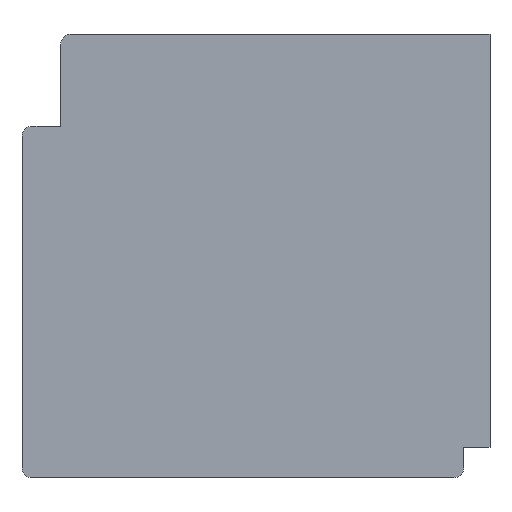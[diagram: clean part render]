
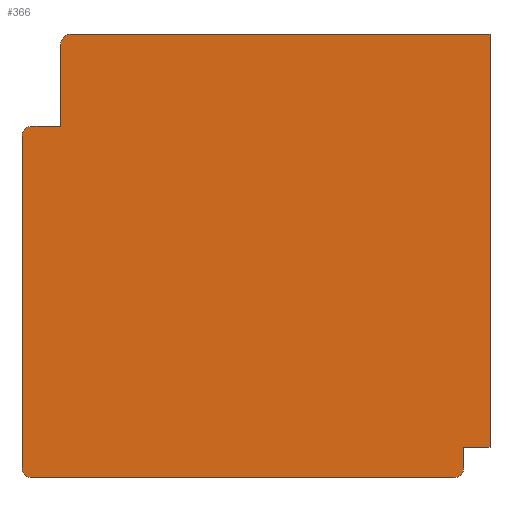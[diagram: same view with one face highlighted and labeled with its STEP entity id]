
A CAD part, left-side view. The second image highlights one B-rep face of the part: STEP entity #366.
In plain terms, the highlighted face is planar.
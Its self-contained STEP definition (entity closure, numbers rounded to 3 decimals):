
#1 = VERTEX_POINT ( 'NONE', #270 ) ;
#3 = CARTESIAN_POINT ( 'NONE',  ( 0.4, 0., 1.466 ) ) ;
#4 = ORIENTED_EDGE ( 'NONE', *, *, #399, .F. ) ;
#6 = CARTESIAN_POINT ( 'NONE',  ( 0.4, 14.262, 17.425 ) ) ;
#9 = AXIS2_PLACEMENT_3D ( 'NONE', #157, #454, #192 ) ;
#13 = EDGE_CURVE ( 'NONE', #165, #1, #190, .T. ) ;
#25 = EDGE_CURVE ( 'NONE', #129, #250, #66, .T. ) ;
#37 = EDGE_CURVE ( 'NONE', #344, #318, #234, .T. ) ;
#43 = DIRECTION ( 'NONE',  ( -1., 0., 0. ) ) ;
#45 = DIRECTION ( 'NONE',  ( 0., 0., 1. ) ) ;
#52 = VECTOR ( 'NONE', #297, 1000. ) ;
#54 = LINE ( 'NONE', #333, #321 ) ;
#57 = LINE ( 'NONE', #154, #193 ) ;
#59 = DIRECTION ( 'NONE',  ( -1., 0., 0. ) ) ;
#63 = PLANE ( 'NONE',  #9 ) ;
#66 = CIRCLE ( 'NONE', #85, 0.4 ) ;
#72 = CARTESIAN_POINT ( 'NONE',  ( 0.4, 13.862, 18.6 ) ) ;
#79 = LINE ( 'NONE', #114, #169 ) ;
#85 = AXIS2_PLACEMENT_3D ( 'NONE', #418, #59, #462 ) ;
#90 = VERTEX_POINT ( 'NONE', #473 ) ;
#102 = VECTOR ( 'NONE', #288, 1000. ) ;
#108 = CARTESIAN_POINT ( 'NONE',  ( 0.4, 0.4, 18.6 ) ) ;
#109 = LINE ( 'NONE', #373, #383 ) ;
#112 = CARTESIAN_POINT ( 'NONE',  ( 0.4, 18., 17.025 ) ) ;
#114 = CARTESIAN_POINT ( 'NONE',  ( 0.4, 0., 1.466 ) ) ;
#123 = EDGE_LOOP ( 'NONE', ( #355, #248, #419, #162, #188, #185, #4, #259, #463, #216, #163, #430 ) ) ;
#129 = VERTEX_POINT ( 'NONE', #368 ) ;
#132 = VECTOR ( 'NONE', #310, 1000. ) ;
#135 = CIRCLE ( 'NONE', #343, 0.4 ) ;
#136 = CARTESIAN_POINT ( 'NONE',  ( 0.4, 1.231, 0. ) ) ;
#153 = EDGE_CURVE ( 'NONE', #271, #196, #79, .T. ) ;
#154 = CARTESIAN_POINT ( 'NONE',  ( 0.4, 0.4, 19. ) ) ;
#156 = EDGE_CURVE ( 'NONE', #250, #90, #109, .T. ) ;
#157 = CARTESIAN_POINT ( 'NONE',  ( 0.4, 0.4, 1.466 ) ) ;
#161 = CIRCLE ( 'NONE', #442, 0.4 ) ;
#162 = ORIENTED_EDGE ( 'NONE', *, *, #37, .F. ) ;
#163 = ORIENTED_EDGE ( 'NONE', *, *, #332, .F. ) ;
#165 = VERTEX_POINT ( 'NONE', #360 ) ;
#166 = CARTESIAN_POINT ( 'NONE',  ( 0.4, 14.262, 18.6 ) ) ;
#169 = VECTOR ( 'NONE', #45, 1000. ) ;
#170 = CARTESIAN_POINT ( 'NONE',  ( 0.4, 0.4, 1.466 ) ) ;
#171 = CARTESIAN_POINT ( 'NONE',  ( 0.4, 0., 18.6 ) ) ;
#184 = DIRECTION ( 'NONE',  ( 0., 1., 0. ) ) ;
#185 = ORIENTED_EDGE ( 'NONE', *, *, #378, .F. ) ;
#188 = ORIENTED_EDGE ( 'NONE', *, *, #391, .F. ) ;
#190 = LINE ( 'NONE', #352, #52 ) ;
#192 = DIRECTION ( 'NONE',  ( 0., -1., 0. ) ) ;
#193 = VECTOR ( 'NONE', #184, 1000. ) ;
#196 = VERTEX_POINT ( 'NONE', #171 ) ;
#215 = CARTESIAN_POINT ( 'NONE',  ( 0.4, 0.4, 19. ) ) ;
#216 = ORIENTED_EDGE ( 'NONE', *, *, #13, .F. ) ;
#231 = DIRECTION ( 'NONE',  ( 0., -1., 0. ) ) ;
#233 = VERTEX_POINT ( 'NONE', #445 ) ;
#234 = LINE ( 'NONE', #166, #325 ) ;
#248 = ORIENTED_EDGE ( 'NONE', *, *, #25, .F. ) ;
#250 = VERTEX_POINT ( 'NONE', #112 ) ;
#259 = ORIENTED_EDGE ( 'NONE', *, *, #153, .F. ) ;
#263 = EDGE_CURVE ( 'NONE', #1, #271, #135, .T. ) ;
#270 = CARTESIAN_POINT ( 'NONE',  ( 0.4, 0.4, 1.066 ) ) ;
#271 = VERTEX_POINT ( 'NONE', #3 ) ;
#282 = AXIS2_PLACEMENT_3D ( 'NONE', #108, #438, #363 ) ;
#287 = DIRECTION ( 'NONE',  ( 0., 1., 0. ) ) ;
#288 = DIRECTION ( 'NONE',  ( 0., 0., 1. ) ) ;
#297 = DIRECTION ( 'NONE',  ( 0., -1., 0. ) ) ;
#303 = CARTESIAN_POINT ( 'NONE',  ( 0.4, 18., 0. ) ) ;
#305 = LINE ( 'NONE', #303, #132 ) ;
#310 = DIRECTION ( 'NONE',  ( 0., -1., 0. ) ) ;
#315 = LINE ( 'NONE', #136, #102 ) ;
#318 = VERTEX_POINT ( 'NONE', #6 ) ;
#321 = VECTOR ( 'NONE', #287, 1000. ) ;
#325 = VECTOR ( 'NONE', #465, 1000. ) ;
#332 = EDGE_CURVE ( 'NONE', #338, #165, #315, .T. ) ;
#333 = CARTESIAN_POINT ( 'NONE',  ( 0.4, 14.262, 17.425 ) ) ;
#338 = VERTEX_POINT ( 'NONE', #470 ) ;
#343 = AXIS2_PLACEMENT_3D ( 'NONE', #170, #43, #451 ) ;
#344 = VERTEX_POINT ( 'NONE', #406 ) ;
#347 = FACE_OUTER_BOUND ( 'NONE', #123, .T. ) ;
#352 = CARTESIAN_POINT ( 'NONE',  ( 0.4, 1.231, 1.066 ) ) ;
#355 = ORIENTED_EDGE ( 'NONE', *, *, #156, .F. ) ;
#360 = CARTESIAN_POINT ( 'NONE',  ( 0.4, 1.231, 1.066 ) ) ;
#363 = DIRECTION ( 'NONE',  ( 0., -1., 0. ) ) ;
#366 = ADVANCED_FACE ( 'NONE', ( #347 ), #63, .F. ) ;
#368 = CARTESIAN_POINT ( 'NONE',  ( 0.4, 17.6, 17.425 ) ) ;
#373 = CARTESIAN_POINT ( 'NONE',  ( 0.4, 18., 17.025 ) ) ;
#378 = EDGE_CURVE ( 'NONE', #467, #233, #57, .T. ) ;
#379 = CIRCLE ( 'NONE', #282, 0.4 ) ;
#383 = VECTOR ( 'NONE', #440, 1000. ) ;
#391 = EDGE_CURVE ( 'NONE', #233, #344, #161, .T. ) ;
#394 = DIRECTION ( 'NONE',  ( -1., 0., 0. ) ) ;
#399 = EDGE_CURVE ( 'NONE', #196, #467, #379, .T. ) ;
#406 = CARTESIAN_POINT ( 'NONE',  ( 0.4, 14.262, 18.6 ) ) ;
#418 = CARTESIAN_POINT ( 'NONE',  ( 0.4, 17.6, 17.025 ) ) ;
#419 = ORIENTED_EDGE ( 'NONE', *, *, #455, .F. ) ;
#422 = EDGE_CURVE ( 'NONE', #90, #338, #305, .T. ) ;
#430 = ORIENTED_EDGE ( 'NONE', *, *, #422, .F. ) ;
#438 = DIRECTION ( 'NONE',  ( -1., 0., 0. ) ) ;
#440 = DIRECTION ( 'NONE',  ( 0., 0., -1. ) ) ;
#442 = AXIS2_PLACEMENT_3D ( 'NONE', #72, #394, #231 ) ;
#445 = CARTESIAN_POINT ( 'NONE',  ( 0.4, 13.862, 19. ) ) ;
#451 = DIRECTION ( 'NONE',  ( 0., -1., 0. ) ) ;
#454 = DIRECTION ( 'NONE',  ( -1., 0., 0. ) ) ;
#455 = EDGE_CURVE ( 'NONE', #318, #129, #54, .T. ) ;
#462 = DIRECTION ( 'NONE',  ( 0., -1., 0. ) ) ;
#463 = ORIENTED_EDGE ( 'NONE', *, *, #263, .F. ) ;
#465 = DIRECTION ( 'NONE',  ( 0., 0., -1. ) ) ;
#467 = VERTEX_POINT ( 'NONE', #215 ) ;
#470 = CARTESIAN_POINT ( 'NONE',  ( 0.4, 1.231, 0. ) ) ;
#473 = CARTESIAN_POINT ( 'NONE',  ( 0.4, 18., 0. ) ) ;
